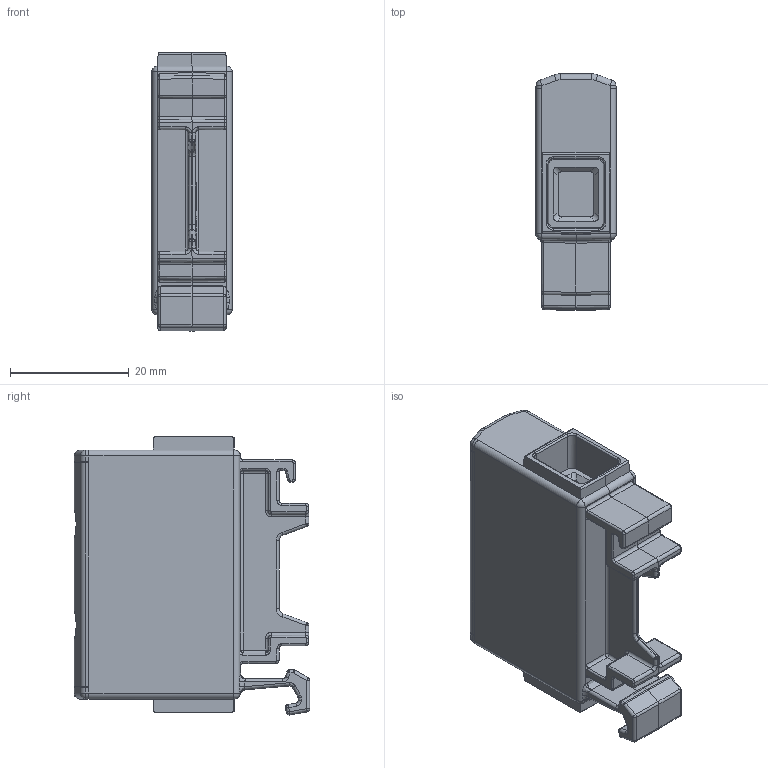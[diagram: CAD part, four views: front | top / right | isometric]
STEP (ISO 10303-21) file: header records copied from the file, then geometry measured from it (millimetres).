
FILE_DESCRIPTION(('Creo Elements/Direct Modeling STEP Export'),'2;1');
FILE_NAME('VC05-0001_OTL 1x16 Blue.stp','2023-02-02T13:35:07',(''),(''),'Creo Elements/Direct Modeling STEP processor for AP214 (Solid Model)','Creo Elements/Direct Modeling 20.1A 29-Sep-2018 (C) Parametric Technology GmbH','');
FILE_SCHEMA(('AUTOMOTIVE_DESIGN { 1 0 10303 214 1 1 1 1 }'));
Length unit declared in the file: millimetre
Products named in the file (1): Kotelo_1x16_1
Bounding box: 13.5 x 39.7 x 46.79 mm (x, y, z)
Volume: 15851.5 mm3; surface area: 6749.7 mm2
Topology: 1 solids, 1 shells, 723 faces, 1783 edges, 1062 vertices
Faces by surface type: cylinder 266, plane 242, bspline 182, sphere 19, torus 8, cone 4, extrusion 2
Entity records: 31449 total; most frequent: CARTESIAN_POINT 15748, ORIENTED_EDGE 3536, DIRECTION 2443, EDGE_CURVE 1768, VERTEX_POINT 1062, VECTOR 901, LINE 899, AXIS2_PLACEMENT_3D 771
